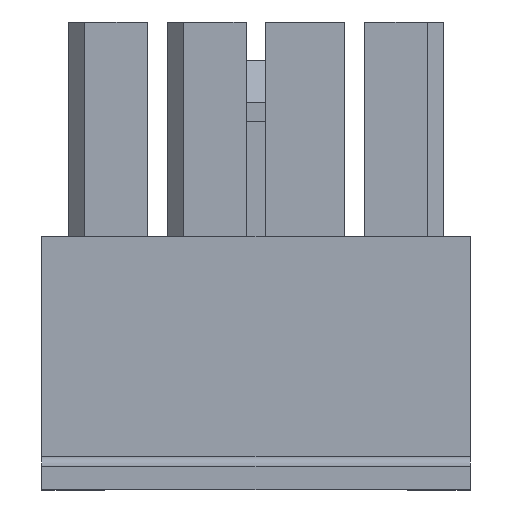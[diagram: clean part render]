
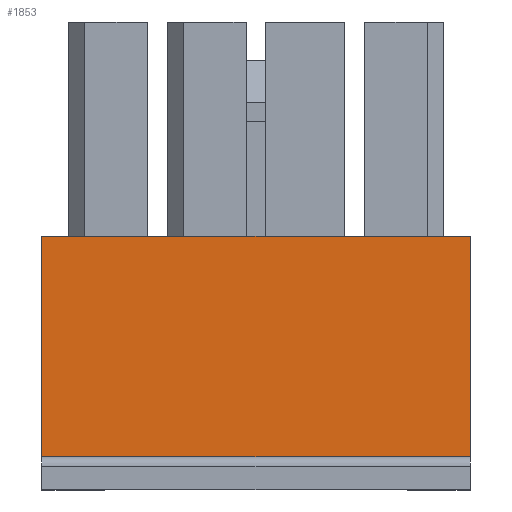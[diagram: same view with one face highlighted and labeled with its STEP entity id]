
A CAD part, top view. The second image highlights one B-rep face of the part: STEP entity #1853.
In plain terms, the highlighted planar face has unit normal (0, 0, 1).
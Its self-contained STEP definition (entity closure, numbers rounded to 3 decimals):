
#170=DIRECTION('',(0.,1.,0.));
#171=VECTOR('',#170,6.7);
#172=CARTESIAN_POINT('',(6.5,1.,1.9));
#173=LINE('',#172,#171);
#192=DIRECTION('',(1.,0.,0.));
#193=VECTOR('',#192,13.);
#194=CARTESIAN_POINT('',(-6.5,1.,1.9));
#195=LINE('',#194,#193);
#196=DIRECTION('',(0.,1.,0.));
#197=VECTOR('',#196,6.7);
#198=CARTESIAN_POINT('',(-6.5,1.,1.9));
#199=LINE('',#198,#197);
#247=DIRECTION('',(1.,0.,0.));
#248=VECTOR('',#247,13.);
#249=CARTESIAN_POINT('',(-6.5,7.7,1.9));
#250=LINE('',#249,#248);
#1233=CARTESIAN_POINT('',(-6.5,7.7,1.9));
#1235=VERTEX_POINT('',#1233);
#1236=CARTESIAN_POINT('',(6.5,7.7,1.9));
#1237=VERTEX_POINT('',#1236);
#1252=CARTESIAN_POINT('',(-6.5,1.,1.9));
#1253=CARTESIAN_POINT('',(6.5,1.,1.9));
#1254=VERTEX_POINT('',#1252);
#1255=VERTEX_POINT('',#1253);
#1840=CARTESIAN_POINT('',(-6.5,0.,1.9));
#1841=DIRECTION('',(0.,0.,1.));
#1842=DIRECTION('',(1.,0.,0.));
#1843=AXIS2_PLACEMENT_3D('',#1840,#1841,#1842);
#1844=PLANE('',#1843);
#1845=ORIENTED_EDGE('',*,*,#1752,.F.);
#1847=ORIENTED_EDGE('',*,*,#1846,.T.);
#1849=ORIENTED_EDGE('',*,*,#1848,.T.);
#1850=ORIENTED_EDGE('',*,*,#1824,.F.);
#1851=EDGE_LOOP('',(#1845,#1847,#1849,#1850));
#1852=FACE_OUTER_BOUND('',#1851,.F.);
#1752=EDGE_CURVE('',#1254,#1255,#195,.T.);
#1824=EDGE_CURVE('',#1255,#1237,#173,.T.);
#1846=EDGE_CURVE('',#1254,#1235,#199,.T.);
#1848=EDGE_CURVE('',#1235,#1237,#250,.T.);
#1853=ADVANCED_FACE('',(#1852),#1844,.T.);
